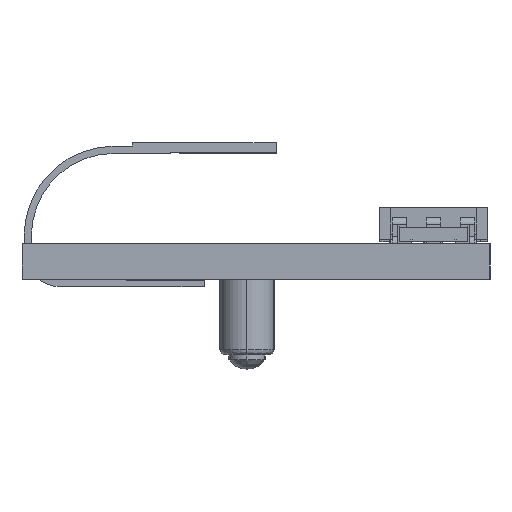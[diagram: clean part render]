
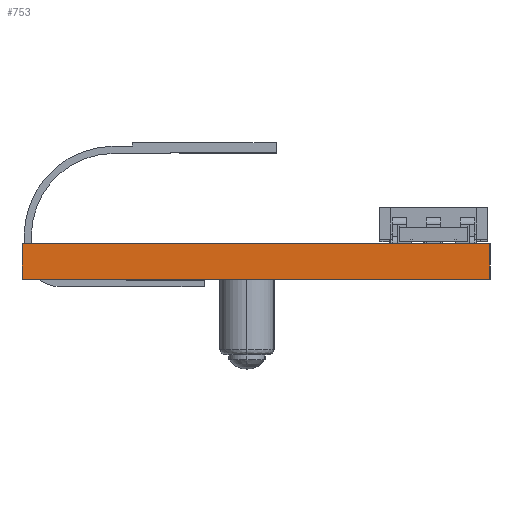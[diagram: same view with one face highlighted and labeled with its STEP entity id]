
A CAD part, left-side view. The second image highlights one B-rep face of the part: STEP entity #753.
In plain terms, the highlighted planar face has unit normal (-1, 0, 0).
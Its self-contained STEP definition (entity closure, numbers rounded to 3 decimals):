
#697 = VERTEX_POINT('',#698);
#698 = CARTESIAN_POINT('',(-43.,0.,0.5));
#704 = EDGE_CURVE('',#705,#697,#707,.T.);
#705 = VERTEX_POINT('',#706);
#706 = CARTESIAN_POINT('',(-43.,0.,-0.5));
#707 = LINE('',#708,#709);
#708 = CARTESIAN_POINT('',(-43.,0.,-0.5));
#709 = VECTOR('',#710,1.);
#710 = DIRECTION('',(0.,0.,1.));
#753 = ADVANCED_FACE('',(#754),#779,.F.);
#754 = FACE_BOUND('',#755,.F.);
#755 = EDGE_LOOP('',(#756,#757,#765,#773));
#756 = ORIENTED_EDGE('',*,*,#704,.T.);
#757 = ORIENTED_EDGE('',*,*,#758,.T.);
#758 = EDGE_CURVE('',#697,#759,#761,.T.);
#759 = VERTEX_POINT('',#760);
#760 = CARTESIAN_POINT('',(-43.,-13.,0.5));
#761 = LINE('',#762,#763);
#762 = CARTESIAN_POINT('',(-43.,0.,0.5));
#763 = VECTOR('',#764,1.);
#764 = DIRECTION('',(0.,-1.,0.));
#765 = ORIENTED_EDGE('',*,*,#766,.F.);
#766 = EDGE_CURVE('',#767,#759,#769,.T.);
#767 = VERTEX_POINT('',#768);
#768 = CARTESIAN_POINT('',(-43.,-13.,-0.5));
#769 = LINE('',#770,#771);
#770 = CARTESIAN_POINT('',(-43.,-13.,-0.5));
#771 = VECTOR('',#772,1.);
#772 = DIRECTION('',(0.,0.,1.));
#773 = ORIENTED_EDGE('',*,*,#774,.F.);
#774 = EDGE_CURVE('',#705,#767,#775,.T.);
#775 = LINE('',#776,#777);
#776 = CARTESIAN_POINT('',(-43.,0.,-0.5));
#777 = VECTOR('',#778,1.);
#778 = DIRECTION('',(0.,-1.,0.));
#779 = PLANE('',#780);
#780 = AXIS2_PLACEMENT_3D('',#781,#782,#783);
#781 = CARTESIAN_POINT('',(-43.,0.,-0.5));
#782 = DIRECTION('',(1.,0.,0.));
#783 = DIRECTION('',(0.,-1.,0.));
